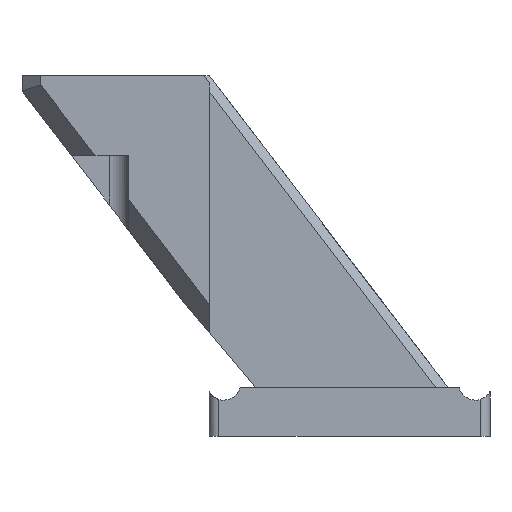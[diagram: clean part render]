
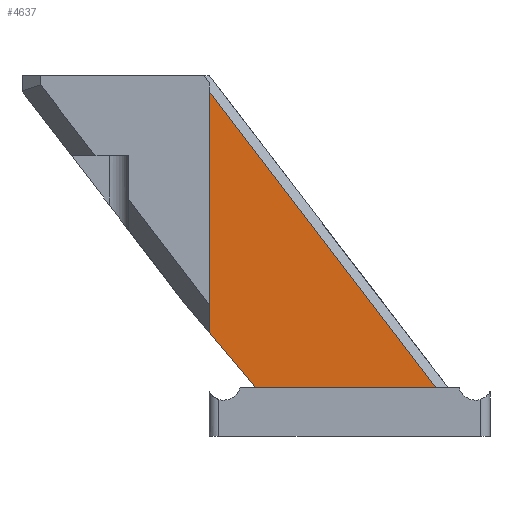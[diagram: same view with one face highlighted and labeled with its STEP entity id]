
A CAD part, front view. The second image highlights one B-rep face of the part: STEP entity #4637.
In plain terms, the highlighted planar face has unit normal (0, -1, 0).
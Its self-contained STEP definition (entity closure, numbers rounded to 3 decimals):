
#473 = PLANE('',#474);
#474 = AXIS2_PLACEMENT_3D('',#475,#476,#477);
#475 = CARTESIAN_POINT('',(-15.491,-21.,58.254));
#476 = DIRECTION('',(0.561,-0.707,0.43));
#477 = DIRECTION('',(0.783,0.622,0.));
#985 = PLANE('',#986);
#986 = AXIS2_PLACEMENT_3D('',#987,#988,#989);
#987 = CARTESIAN_POINT('',(-29.,29.,3.));
#988 = DIRECTION('',(-1.,0.,0.));
#989 = DIRECTION('',(0.,-1.,0.));
#1568 = PLANE('',#1569);
#1569 = AXIS2_PLACEMENT_3D('',#1570,#1571,#1572);
#1570 = CARTESIAN_POINT('',(16.499,29.,13.11));
#1571 = DIRECTION('',(0.,0.,-1.));
#1572 = DIRECTION('',(1.,0.,0.));
#1912 = VERTEX_POINT('',#1913);
#1913 = CARTESIAN_POINT('',(17.808,-22.,13.11));
#1958 = VERTEX_POINT('',#1959);
#1959 = CARTESIAN_POINT('',(-29.,-22.,74.255));
#1980 = EDGE_CURVE('',#1958,#1912,#1981,.T.);
#1981 = SURFACE_CURVE('',#1982,(#1986,#1993),.PCURVE_S1.);
#1982 = LINE('',#1983,#1984);
#1983 = CARTESIAN_POINT('',(-16.285,-22.,57.646));
#1984 = VECTOR('',#1985,1.);
#1985 = DIRECTION('',(0.608,0.,-0.794)
  );
#1986 = PCURVE('',#473,#1987);
#1987 = DEFINITIONAL_REPRESENTATION('',(#1988),#1992);
#1988 = LINE('',#1989,#1990);
#1989 = CARTESIAN_POINT('',(-1.244,-0.673));
#1990 = VECTOR('',#1991,1.);
#1991 = DIRECTION('',(0.476,-0.879));
#1992 = ( GEOMETRIC_REPRESENTATION_CONTEXT(2) 
PARAMETRIC_REPRESENTATION_CONTEXT() REPRESENTATION_CONTEXT('2D SPACE',''
  ) );
#1993 = PCURVE('',#1994,#1999);
#1994 = PLANE('',#1995);
#1995 = AXIS2_PLACEMENT_3D('',#1996,#1997,#1998);
#1996 = CARTESIAN_POINT('',(0.,-22.,40.273));
#1997 = DIRECTION('',(0.,1.,0.));
#1998 = DIRECTION('',(-1.,0.,0.));
#1999 = DEFINITIONAL_REPRESENTATION('',(#2000),#2004);
#2000 = LINE('',#2001,#2002);
#2001 = CARTESIAN_POINT('',(16.285,17.373));
#2002 = VECTOR('',#2003,1.);
#2003 = DIRECTION('',(-0.608,-0.794));
#2004 = ( GEOMETRIC_REPRESENTATION_CONTEXT(2) 
PARAMETRIC_REPRESENTATION_CONTEXT() REPRESENTATION_CONTEXT('2D SPACE',''
  ) );
#3976 = PLANE('',#3977);
#3977 = AXIS2_PLACEMENT_3D('',#3978,#3979,#3980);
#3978 = CARTESIAN_POINT('',(-31.957,-10.546,
    27.976));
#3979 = DIRECTION('',(-0.764,0.,-0.645
    ));
#3980 = DIRECTION('',(-0.645,0.,0.764
    ));
#4016 = VERTEX_POINT('',#4017);
#4017 = CARTESIAN_POINT('',(-29.,-22.,24.476));
#4038 = EDGE_CURVE('',#4016,#1958,#4039,.T.);
#4039 = SURFACE_CURVE('',#4040,(#4044,#4051),.PCURVE_S1.);
#4040 = LINE('',#4041,#4042);
#4041 = CARTESIAN_POINT('',(-29.,-22.,9.325));
#4042 = VECTOR('',#4043,1.);
#4043 = DIRECTION('',(0.,0.,1.));
#4044 = PCURVE('',#985,#4045);
#4045 = DEFINITIONAL_REPRESENTATION('',(#4046),#4050);
#4046 = LINE('',#4047,#4048);
#4047 = CARTESIAN_POINT('',(51.,6.325));
#4048 = VECTOR('',#4049,1.);
#4049 = DIRECTION('',(0.,1.));
#4050 = ( GEOMETRIC_REPRESENTATION_CONTEXT(2) 
PARAMETRIC_REPRESENTATION_CONTEXT() REPRESENTATION_CONTEXT('2D SPACE',''
  ) );
#4051 = PCURVE('',#1994,#4052);
#4052 = DEFINITIONAL_REPRESENTATION('',(#4053),#4057);
#4053 = LINE('',#4054,#4055);
#4054 = CARTESIAN_POINT('',(29.,-30.948));
#4055 = VECTOR('',#4056,1.);
#4056 = DIRECTION('',(0.,1.));
#4057 = ( GEOMETRIC_REPRESENTATION_CONTEXT(2) 
PARAMETRIC_REPRESENTATION_CONTEXT() REPRESENTATION_CONTEXT('2D SPACE',''
  ) );
#4484 = EDGE_CURVE('',#4485,#1912,#4487,.T.);
#4485 = VERTEX_POINT('',#4486);
#4486 = CARTESIAN_POINT('',(-19.396,-22.,13.11));
#4487 = SURFACE_CURVE('',#4488,(#4492,#4499),.PCURVE_S1.);
#4488 = LINE('',#4489,#4490);
#4489 = CARTESIAN_POINT('',(8.25,-22.,13.11));
#4490 = VECTOR('',#4491,1.);
#4491 = DIRECTION('',(1.,0.,0.));
#4492 = PCURVE('',#1568,#4493);
#4493 = DEFINITIONAL_REPRESENTATION('',(#4494),#4498);
#4494 = LINE('',#4495,#4496);
#4495 = CARTESIAN_POINT('',(-8.25,51.));
#4496 = VECTOR('',#4497,1.);
#4497 = DIRECTION('',(1.,0.));
#4498 = ( GEOMETRIC_REPRESENTATION_CONTEXT(2) 
PARAMETRIC_REPRESENTATION_CONTEXT() REPRESENTATION_CONTEXT('2D SPACE',''
  ) );
#4499 = PCURVE('',#1994,#4500);
#4500 = DEFINITIONAL_REPRESENTATION('',(#4501),#4505);
#4501 = LINE('',#4502,#4503);
#4502 = CARTESIAN_POINT('',(-8.25,-27.163));
#4503 = VECTOR('',#4504,1.);
#4504 = DIRECTION('',(-1.,0.));
#4505 = ( GEOMETRIC_REPRESENTATION_CONTEXT(2) 
PARAMETRIC_REPRESENTATION_CONTEXT() REPRESENTATION_CONTEXT('2D SPACE',''
  ) );
#4637 = ADVANCED_FACE('',(#4638),#1994,.F.);
#4638 = FACE_BOUND('',#4639,.T.);
#4639 = EDGE_LOOP('',(#4640,#4641,#4642,#4643));
#4640 = ORIENTED_EDGE('',*,*,#4484,.T.);
#4641 = ORIENTED_EDGE('',*,*,#1980,.F.);
#4642 = ORIENTED_EDGE('',*,*,#4038,.F.);
#4643 = ORIENTED_EDGE('',*,*,#4644,.T.);
#4644 = EDGE_CURVE('',#4016,#4485,#4645,.T.);
#4645 = SURFACE_CURVE('',#4646,(#4650,#4657),.PCURVE_S1.);
#4646 = LINE('',#4647,#4648);
#4647 = CARTESIAN_POINT('',(-28.332,-22.,23.686));
#4648 = VECTOR('',#4649,1.);
#4649 = DIRECTION('',(0.645,0.,-0.764)
  );
#4650 = PCURVE('',#1994,#4651);
#4651 = DEFINITIONAL_REPRESENTATION('',(#4652),#4656);
#4652 = LINE('',#4653,#4654);
#4653 = CARTESIAN_POINT('',(28.332,-16.586));
#4654 = VECTOR('',#4655,1.);
#4655 = DIRECTION('',(-0.645,-0.764));
#4656 = ( GEOMETRIC_REPRESENTATION_CONTEXT(2) 
PARAMETRIC_REPRESENTATION_CONTEXT() REPRESENTATION_CONTEXT('2D SPACE',''
  ) );
#4657 = PCURVE('',#3976,#4658);
#4658 = DEFINITIONAL_REPRESENTATION('',(#4659),#4663);
#4659 = LINE('',#4660,#4661);
#4660 = CARTESIAN_POINT('',(-5.616,-11.454));
#4661 = VECTOR('',#4662,1.);
#4662 = DIRECTION('',(-1.,0.));
#4663 = ( GEOMETRIC_REPRESENTATION_CONTEXT(2) 
PARAMETRIC_REPRESENTATION_CONTEXT() REPRESENTATION_CONTEXT('2D SPACE',''
  ) );
